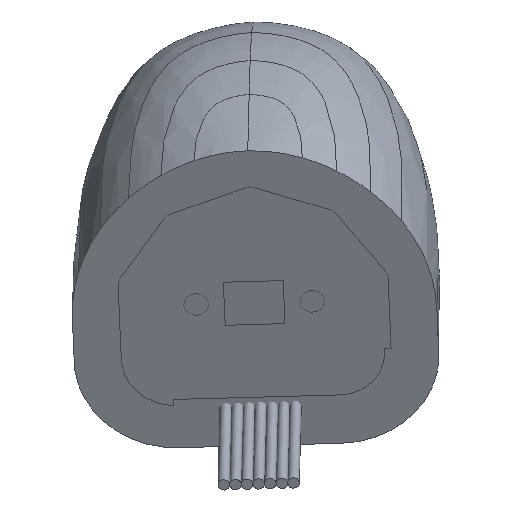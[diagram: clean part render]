
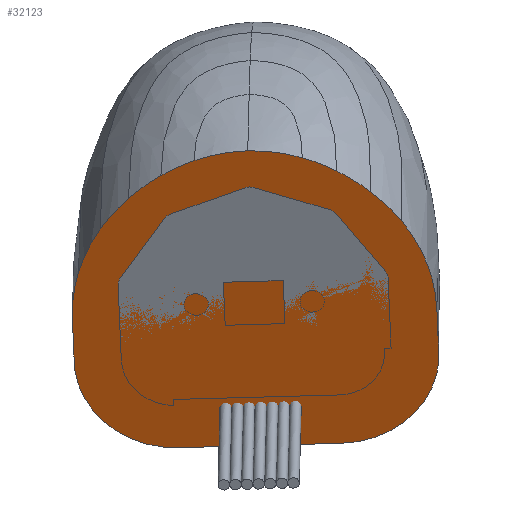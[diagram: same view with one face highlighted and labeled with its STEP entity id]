
A CAD part, front view. The second image highlights one B-rep face of the part: STEP entity #32123.
In plain terms, the highlighted face is planar.
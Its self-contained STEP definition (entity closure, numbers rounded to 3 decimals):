
#2108=PLANE('',#34656);
#3852=FACE_OUTER_BOUND('',#5684,.T.);
#5684=EDGE_LOOP('',(#29960,#29961,#29962,#29963,#29964,#29965,#29966,#29967,
#29968,#29969,#29970,#29971,#29972,#29973,#29974,#29975,#29976,#29977,#29978));
#6479=CIRCLE('',#34636,15.384);
#6481=CIRCLE('',#34638,15.384);
#6483=CIRCLE('',#34640,17.271);
#6485=CIRCLE('',#34642,17.271);
#6487=CIRCLE('',#34644,17.271);
#6488=CIRCLE('',#34645,13.638);
#6492=CIRCLE('',#34649,8.72);
#6493=CIRCLE('',#34650,15.384);
#6494=CIRCLE('',#34651,15.384);
#6495=CIRCLE('',#34652,17.271);
#6496=CIRCLE('',#34653,17.271);
#6497=CIRCLE('',#34654,17.271);
#6498=CIRCLE('',#34655,13.638);
#6499=CIRCLE('',#34657,8.72);
#9905=LINE('',#62846,#13315);
#9906=LINE('',#62915,#13316);
#9907=LINE('',#63523,#13317);
#9908=LINE('',#63527,#13318);
#9909=LINE('',#63528,#13319);
#13315=VECTOR('',#42829,10.);
#13316=VECTOR('',#42832,10.);
#13317=VECTOR('',#42851,10.);
#13318=VECTOR('',#42854,10.);
#13319=VECTOR('',#42855,10.);
#16212=VERTEX_POINT('',#62297);
#16213=VERTEX_POINT('',#62309);
#16215=VERTEX_POINT('',#62394);
#16217=VERTEX_POINT('',#62479);
#16219=VERTEX_POINT('',#62550);
#16221=VERTEX_POINT('',#62617);
#16223=VERTEX_POINT('',#62749);
#16225=VERTEX_POINT('',#62832);
#16227=VERTEX_POINT('',#62901);
#16229=VERTEX_POINT('',#63009);
#16230=VERTEX_POINT('',#63078);
#16231=VERTEX_POINT('',#63090);
#16232=VERTEX_POINT('',#63173);
#16233=VERTEX_POINT('',#63256);
#16234=VERTEX_POINT('',#63325);
#16235=VERTEX_POINT('',#63390);
#16236=VERTEX_POINT('',#63522);
#16237=VERTEX_POINT('',#63524);
#16238=VERTEX_POINT('',#63526);
#20779=EDGE_CURVE('',#16212,#16213,#6479,.T.);
#20782=EDGE_CURVE('',#16213,#16215,#6481,.T.);
#20785=EDGE_CURVE('',#16215,#16217,#6483,.T.);
#20788=EDGE_CURVE('',#16217,#16219,#6485,.T.);
#20791=EDGE_CURVE('',#16219,#16221,#6487,.T.);
#20794=EDGE_CURVE('',#16221,#16223,#6488,.T.);
#20798=EDGE_CURVE('',#16212,#16225,#9905,.T.);
#20801=EDGE_CURVE('',#16225,#16227,#9906,.T.);
#20804=EDGE_CURVE('',#16227,#16229,#6492,.T.);
#20806=EDGE_CURVE('',#16231,#16230,#6493,.T.);
#20809=EDGE_CURVE('',#16230,#16232,#6494,.T.);
#20811=EDGE_CURVE('',#16232,#16233,#6495,.T.);
#20813=EDGE_CURVE('',#16233,#16234,#6496,.T.);
#20815=EDGE_CURVE('',#16234,#16235,#6497,.T.);
#20816=EDGE_CURVE('',#16235,#16223,#6498,.T.);
#20817=EDGE_CURVE('',#16229,#16236,#9907,.T.);
#20818=EDGE_CURVE('',#16237,#16236,#6499,.T.);
#20819=EDGE_CURVE('',#16238,#16237,#9908,.T.);
#20820=EDGE_CURVE('',#16231,#16238,#9909,.T.);
#29960=ORIENTED_EDGE('',*,*,#20817,.T.);
#29961=ORIENTED_EDGE('',*,*,#20818,.F.);
#29962=ORIENTED_EDGE('',*,*,#20819,.F.);
#29963=ORIENTED_EDGE('',*,*,#20820,.F.);
#29964=ORIENTED_EDGE('',*,*,#20806,.T.);
#29965=ORIENTED_EDGE('',*,*,#20809,.T.);
#29966=ORIENTED_EDGE('',*,*,#20811,.T.);
#29967=ORIENTED_EDGE('',*,*,#20813,.T.);
#29968=ORIENTED_EDGE('',*,*,#20815,.T.);
#29969=ORIENTED_EDGE('',*,*,#20816,.T.);
#29970=ORIENTED_EDGE('',*,*,#20794,.F.);
#29971=ORIENTED_EDGE('',*,*,#20791,.F.);
#29972=ORIENTED_EDGE('',*,*,#20788,.F.);
#29973=ORIENTED_EDGE('',*,*,#20785,.F.);
#29974=ORIENTED_EDGE('',*,*,#20782,.F.);
#29975=ORIENTED_EDGE('',*,*,#20779,.F.);
#29976=ORIENTED_EDGE('',*,*,#20798,.T.);
#29977=ORIENTED_EDGE('',*,*,#20801,.T.);
#29978=ORIENTED_EDGE('',*,*,#20804,.T.);
#32123=ADVANCED_FACE('',(#3852),#2108,.T.);
#34636=AXIS2_PLACEMENT_3D('',#62310,#42805,#42806);
#34638=AXIS2_PLACEMENT_3D('',#62395,#42809,#42810);
#34640=AXIS2_PLACEMENT_3D('',#62480,#42813,#42814);
#34642=AXIS2_PLACEMENT_3D('',#62551,#42817,#42818);
#34644=AXIS2_PLACEMENT_3D('',#62618,#42821,#42822);
#34645=AXIS2_PLACEMENT_3D('',#62750,#42824,#42825);
#34649=AXIS2_PLACEMENT_3D('',#63021,#42835,#42836);
#34650=AXIS2_PLACEMENT_3D('',#63091,#42837,#42838);
#34651=AXIS2_PLACEMENT_3D('',#63185,#42839,#42840);
#34652=AXIS2_PLACEMENT_3D('',#63268,#42841,#42842);
#34653=AXIS2_PLACEMENT_3D('',#63337,#42843,#42844);
#34654=AXIS2_PLACEMENT_3D('',#63402,#42845,#42846);
#34655=AXIS2_PLACEMENT_3D('',#63520,#42847,#42848);
#34656=AXIS2_PLACEMENT_3D('',#63521,#42849,#42850);
#34657=AXIS2_PLACEMENT_3D('',#63525,#42852,#42853);
#42805=DIRECTION('center_axis',(0.,0.,-1.));
#42806=DIRECTION('ref_axis',(-1.,0.006,0.));
#42809=DIRECTION('center_axis',(0.,0.,-1.));
#42810=DIRECTION('ref_axis',(-1.,0.006,0.));
#42813=DIRECTION('center_axis',(0.,0.,-1.));
#42814=DIRECTION('ref_axis',(-0.823,0.568,0.));
#42817=DIRECTION('center_axis',(0.,0.,-1.));
#42818=DIRECTION('ref_axis',(-0.823,0.568,0.));
#42821=DIRECTION('center_axis',(0.,0.,-1.));
#42822=DIRECTION('ref_axis',(-0.823,0.568,0.));
#42824=DIRECTION('center_axis',(0.,0.,-1.));
#42825=DIRECTION('ref_axis',(-0.342,0.94,0.));
#42829=DIRECTION('',(0.,-1.,0.));
#42832=DIRECTION('',(0.,-1.,0.));
#42835=DIRECTION('center_axis',(0.,0.,1.));
#42836=DIRECTION('ref_axis',(0.,-1.,0.));
#42837=DIRECTION('center_axis',(0.,0.,1.));
#42838=DIRECTION('ref_axis',(1.,0.006,0.));
#42839=DIRECTION('center_axis',(0.,0.,1.));
#42840=DIRECTION('ref_axis',(1.,0.006,0.));
#42841=DIRECTION('center_axis',(0.,0.,1.));
#42842=DIRECTION('ref_axis',(0.823,0.568,0.));
#42843=DIRECTION('center_axis',(0.,0.,1.));
#42844=DIRECTION('ref_axis',(0.823,0.568,0.));
#42845=DIRECTION('center_axis',(0.,0.,1.));
#42846=DIRECTION('ref_axis',(0.823,0.568,0.));
#42847=DIRECTION('center_axis',(0.,0.,1.));
#42848=DIRECTION('ref_axis',(0.342,0.94,0.));
#42849=DIRECTION('center_axis',(0.,0.,
1.));
#42850=DIRECTION('ref_axis',(1.,0.,0.));
#42851=DIRECTION('',(1.,0.,0.));
#42852=DIRECTION('center_axis',(0.,0.,-1.));
#42853=DIRECTION('ref_axis',(0.,-1.,0.));
#42854=DIRECTION('',(0.,-1.,0.));
#42855=DIRECTION('',(0.,-1.,0.));
#62297=CARTESIAN_POINT('',(-15.694,0.33,0.));
#62309=CARTESIAN_POINT('',(-15.01,4.771,0.));
#62310=CARTESIAN_POINT('Origin',(-0.31,0.233,0.));
#62394=CARTESIAN_POINT('',(-12.967,8.978,0.));
#62395=CARTESIAN_POINT('Origin',(-0.31,0.233,0.));
#62479=CARTESIAN_POINT('',(-10.436,11.885,0.));
#62480=CARTESIAN_POINT('Origin',(1.243,-0.839,0.));
#62550=CARTESIAN_POINT('',(-7.569,14.015,0.));
#62551=CARTESIAN_POINT('Origin',(1.243,-0.839,0.));
#62617=CARTESIAN_POINT('',(-4.664,15.39,0.));
#62618=CARTESIAN_POINT('Origin',(1.243,-0.839,0.));
#62749=CARTESIAN_POINT('',(0.,16.213,0.));
#62750=CARTESIAN_POINT('Origin',(0.,2.575,
0.));
#62832=CARTESIAN_POINT('',(-15.694,-3.036,0.));
#62846=CARTESIAN_POINT('',(-15.694,-4.666,0.));
#62901=CARTESIAN_POINT('',(-15.694,-4.666,0.));
#62915=CARTESIAN_POINT('',(-15.694,-4.666,0.));
#63009=CARTESIAN_POINT('',(-7.013,-12.561,0.));
#63021=CARTESIAN_POINT('Origin',(-7.013,-3.841,0.));
#63078=CARTESIAN_POINT('',(15.01,4.771,0.));
#63090=CARTESIAN_POINT('',(15.694,0.33,0.));
#63091=CARTESIAN_POINT('Origin',(0.31,0.233,0.));
#63173=CARTESIAN_POINT('',(12.967,8.978,0.));
#63185=CARTESIAN_POINT('Origin',(0.31,0.233,0.));
#63256=CARTESIAN_POINT('',(10.436,11.885,0.));
#63268=CARTESIAN_POINT('Origin',(-1.243,-0.839,0.));
#63325=CARTESIAN_POINT('',(7.569,14.015,0.));
#63337=CARTESIAN_POINT('Origin',(-1.243,-0.839,0.));
#63390=CARTESIAN_POINT('',(4.664,15.39,0.));
#63402=CARTESIAN_POINT('Origin',(-1.243,-0.839,0.));
#63520=CARTESIAN_POINT('Origin',(0.,2.575,
0.));
#63521=CARTESIAN_POINT('Origin',(7.182,-5.542,0.));
#63522=CARTESIAN_POINT('',(7.013,-12.561,0.));
#63523=CARTESIAN_POINT('',(0.,-12.561,0.));
#63524=CARTESIAN_POINT('',(15.694,-4.666,0.));
#63525=CARTESIAN_POINT('Origin',(7.013,-3.841,0.));
#63526=CARTESIAN_POINT('',(15.694,-3.036,0.));
#63527=CARTESIAN_POINT('',(15.694,-4.666,0.));
#63528=CARTESIAN_POINT('',(15.694,-4.666,0.));
